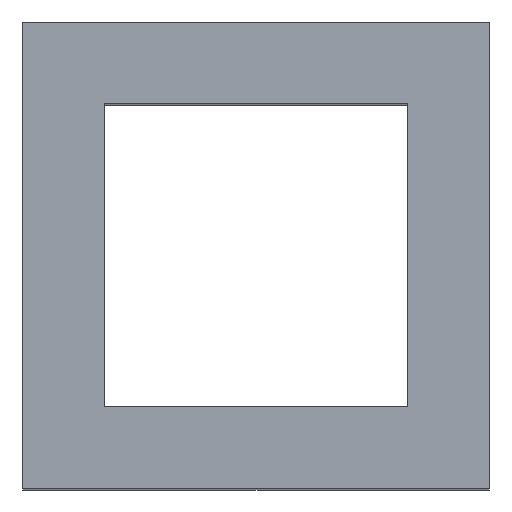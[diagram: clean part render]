
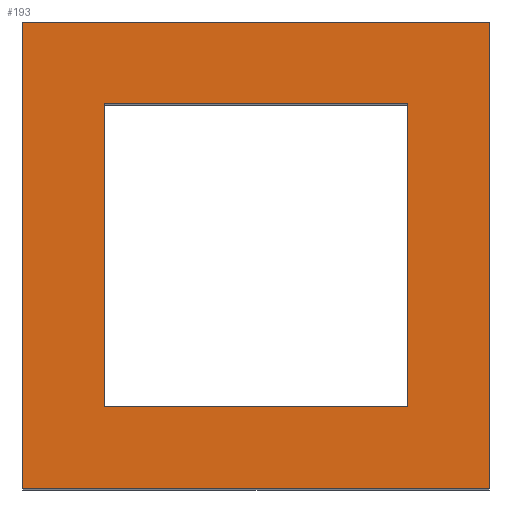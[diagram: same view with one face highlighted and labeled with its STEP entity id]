
A CAD part, top view. The second image highlights one B-rep face of the part: STEP entity #193.
In plain terms, the highlighted planar face has unit normal (0, 0, 1).
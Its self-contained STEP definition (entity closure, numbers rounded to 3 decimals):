
#15=FACE_BOUND('',#36,.T.);
#25=FACE_OUTER_BOUND('',#35,.T.);
#35=EDGE_LOOP('',(#159,#160,#161,#162));
#36=EDGE_LOOP('',(#163,#164,#165,#166));
#41=LINE('',#273,#65);
#45=LINE('',#280,#69);
#48=LINE('',#286,#72);
#50=LINE('',#289,#74);
#53=LINE('',#297,#77);
#56=LINE('',#303,#80);
#59=LINE('',#309,#83);
#62=LINE('',#313,#86);
#65=VECTOR('',#225,10.);
#69=VECTOR('',#231,10.);
#72=VECTOR('',#236,10.);
#74=VECTOR('',#240,10.);
#77=VECTOR('',#245,10.);
#80=VECTOR('',#250,10.);
#83=VECTOR('',#255,10.);
#86=VECTOR('',#260,10.);
#89=VERTEX_POINT('',#270);
#90=VERTEX_POINT('',#272);
#92=VERTEX_POINT('',#278);
#94=VERTEX_POINT('',#284);
#97=VERTEX_POINT('',#294);
#98=VERTEX_POINT('',#296);
#100=VERTEX_POINT('',#302);
#102=VERTEX_POINT('',#308);
#105=EDGE_CURVE('',#90,#89,#41,.T.);
#109=EDGE_CURVE('',#89,#92,#45,.T.);
#112=EDGE_CURVE('',#92,#94,#48,.T.);
#114=EDGE_CURVE('',#94,#90,#50,.T.);
#117=EDGE_CURVE('',#98,#97,#53,.T.);
#120=EDGE_CURVE('',#100,#98,#56,.T.);
#123=EDGE_CURVE('',#102,#100,#59,.T.);
#126=EDGE_CURVE('',#97,#102,#62,.T.);
#159=ORIENTED_EDGE('',*,*,#126,.T.);
#160=ORIENTED_EDGE('',*,*,#123,.T.);
#161=ORIENTED_EDGE('',*,*,#120,.T.);
#162=ORIENTED_EDGE('',*,*,#117,.T.);
#163=ORIENTED_EDGE('',*,*,#105,.T.);
#164=ORIENTED_EDGE('',*,*,#109,.T.);
#165=ORIENTED_EDGE('',*,*,#112,.T.);
#166=ORIENTED_EDGE('',*,*,#114,.T.);
#183=PLANE('',#217);
#193=ADVANCED_FACE('',(#25,#15),#183,.T.);
#217=AXIS2_PLACEMENT_3D('',#314,#261,#262);
#225=DIRECTION('',(0.,1.,0.));
#231=DIRECTION('',(1.,0.,0.));
#236=DIRECTION('',(0.,-1.,0.));
#240=DIRECTION('',(-1.,0.,0.));
#245=DIRECTION('',(0.,-1.,0.));
#250=DIRECTION('',(-1.,0.,0.));
#255=DIRECTION('',(0.,1.,0.));
#260=DIRECTION('',(1.,0.,0.));
#261=DIRECTION('center_axis',(0.,0.,1.));
#262=DIRECTION('ref_axis',(1.,0.,0.));
#270=CARTESIAN_POINT('',(8.669,38.553,75.));
#272=CARTESIAN_POINT('',(8.669,12.553,75.));
#273=CARTESIAN_POINT('',(8.669,35.553,75.));
#278=CARTESIAN_POINT('',(34.669,38.553,75.));
#280=CARTESIAN_POINT('',(31.669,38.553,75.));
#284=CARTESIAN_POINT('',(34.669,12.553,75.));
#286=CARTESIAN_POINT('',(34.669,15.553,75.));
#289=CARTESIAN_POINT('',(11.669,12.553,75.));
#294=CARTESIAN_POINT('',(1.669,5.553,75.));
#296=CARTESIAN_POINT('',(1.669,45.553,75.));
#297=CARTESIAN_POINT('',(1.669,5.553,75.));
#302=CARTESIAN_POINT('',(41.669,45.553,75.));
#303=CARTESIAN_POINT('',(1.669,45.553,75.));
#308=CARTESIAN_POINT('',(41.669,5.553,75.));
#309=CARTESIAN_POINT('',(41.669,45.553,75.));
#313=CARTESIAN_POINT('',(41.669,5.553,75.));
#314=CARTESIAN_POINT('Origin',(21.669,25.553,75.));
